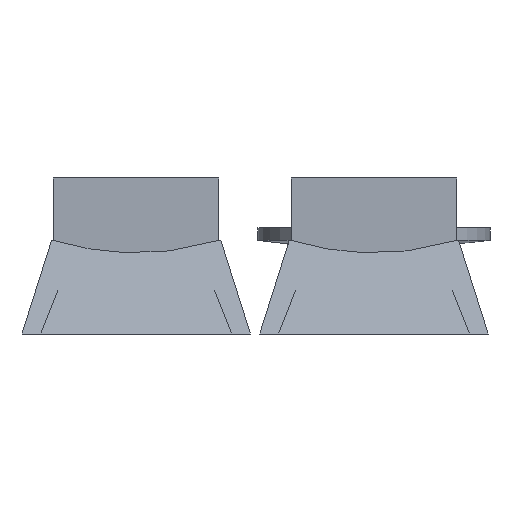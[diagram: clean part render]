
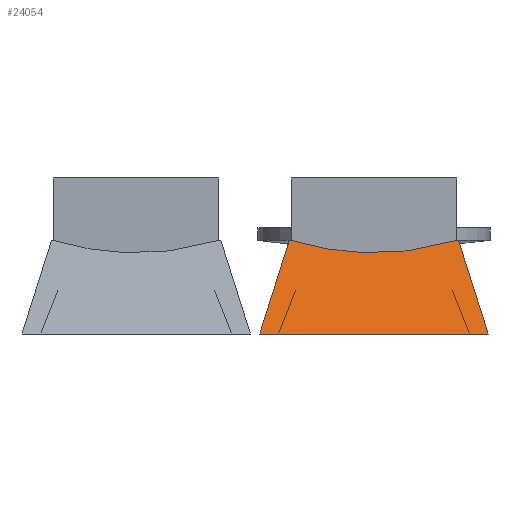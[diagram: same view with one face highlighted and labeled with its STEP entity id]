
A CAD part, left-side view. The second image highlights one B-rep face of the part: STEP entity #24054.
In plain terms, the highlighted planar face has unit normal (-0.95, 0, 0.312).
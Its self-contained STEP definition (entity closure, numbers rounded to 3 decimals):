
#24015=CARTESIAN_POINT('',(-36.846,105.25,2.671));
#24016=DIRECTION('',(0.95,0.,-0.312));
#24017=DIRECTION('',(-0.312,0.,-0.95));
#24018=AXIS2_PLACEMENT_3D('',#24015,#24016,#24017);
#24019=PLANE('',#24018);
#24020=CARTESIAN_POINT('',(-35.258,98.468,7.5));
#24021=VERTEX_POINT('',#24020);
#24022=CARTESIAN_POINT('',(-35.258,112.032,7.5));
#24023=VERTEX_POINT('',#24022);
#24024=CARTESIAN_POINT('',(-35.258,98.468,7.5));
#24025=DIRECTION('',(-0.,1.,-0.));
#24026=VECTOR('',#24025,13.563);
#24027=LINE('',#24024,#24026);
#24028=EDGE_CURVE('',#24021,#24023,#24027,.T.);
#24029=ORIENTED_EDGE('',*,*,#24028,.T.);
#24030=CARTESIAN_POINT('',(-37.725,114.4,0.));
#24031=VERTEX_POINT('',#24030);
#24032=CARTESIAN_POINT('',(-37.725,114.4,0.));
#24033=DIRECTION('',(0.299,-0.287,0.91));
#24034=VECTOR('',#24033,8.243);
#24035=LINE('',#24032,#24034);
#24036=EDGE_CURVE('',#24031,#24023,#24035,.T.);
#24037=ORIENTED_EDGE('',*,*,#24036,.F.);
#24038=CARTESIAN_POINT('',(-37.725,96.1,0.));
#24039=VERTEX_POINT('',#24038);
#24040=CARTESIAN_POINT('',(-37.725,114.4,0.));
#24041=DIRECTION('',(-0.,-1.,-0.));
#24042=VECTOR('',#24041,18.3);
#24043=LINE('',#24040,#24042);
#24044=EDGE_CURVE('',#24031,#24039,#24043,.T.);
#24045=ORIENTED_EDGE('',*,*,#24044,.T.);
#24046=CARTESIAN_POINT('',(-37.725,96.1,-0.));
#24047=DIRECTION('',(0.299,0.287,0.91));
#24048=VECTOR('',#24047,8.243);
#24049=LINE('',#24046,#24048);
#24050=EDGE_CURVE('',#24039,#24021,#24049,.T.);
#24051=ORIENTED_EDGE('',*,*,#24050,.T.);
#24052=EDGE_LOOP('',(#24029,#24037,#24045,#24051));
#24053=FACE_BOUND('',#24052,.T.);
#24054=ADVANCED_FACE('',(#24053),#24019,.F.);
